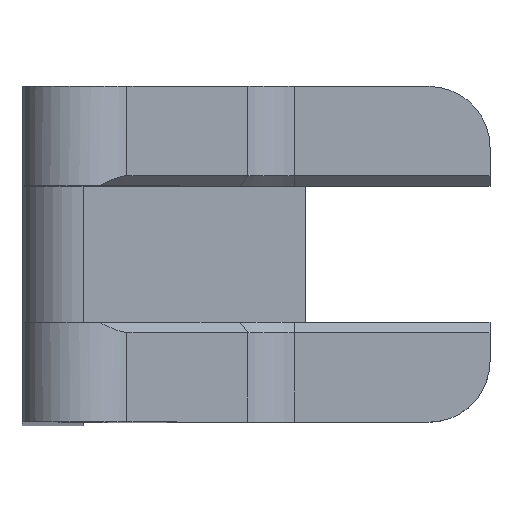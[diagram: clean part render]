
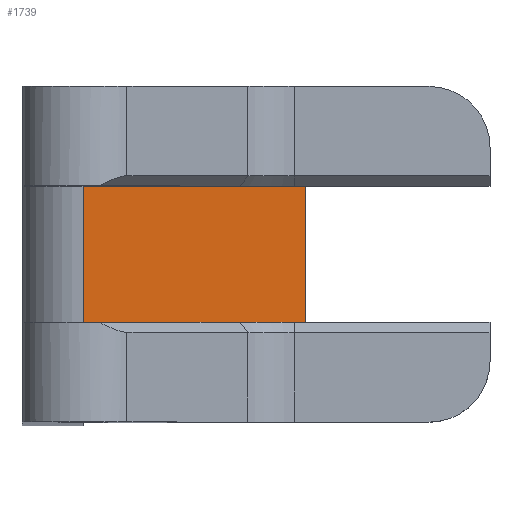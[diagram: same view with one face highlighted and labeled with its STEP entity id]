
A CAD part, top view. The second image highlights one B-rep face of the part: STEP entity #1739.
In plain terms, the highlighted planar face has unit normal (0, 0, 1).
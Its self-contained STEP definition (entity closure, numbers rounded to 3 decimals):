
#496=DIRECTION('',(0.,1.,0.));
#497=VECTOR('',#496,13.4);
#498=CARTESIAN_POINT('',(27.85,-61.2,201.44));
#499=LINE('',#498,#497);
#532=DIRECTION('',(1.,0.,0.));
#533=VECTOR('',#532,21.85);
#534=CARTESIAN_POINT('',(6.,-61.2,201.44));
#535=LINE('',#534,#533);
#641=DIRECTION('',(0.,1.,0.));
#642=VECTOR('',#641,13.4);
#643=CARTESIAN_POINT('',(6.,-61.2,201.44));
#644=LINE('',#643,#642);
#645=DIRECTION('',(1.,0.,0.));
#646=VECTOR('',#645,21.85);
#647=CARTESIAN_POINT('',(6.,-47.8,201.44));
#648=LINE('',#647,#646);
#777=CARTESIAN_POINT('',(27.85,-47.8,201.44));
#778=VERTEX_POINT('',#777);
#779=CARTESIAN_POINT('',(27.85,-61.2,201.44));
#780=VERTEX_POINT('',#779);
#805=CARTESIAN_POINT('',(6.,-61.2,201.44));
#806=CARTESIAN_POINT('',(6.,-47.8,201.44));
#807=VERTEX_POINT('',#805);
#808=VERTEX_POINT('',#806);
#1728=CARTESIAN_POINT('',(46.,-47.8,201.44));
#1729=DIRECTION('',(0.,0.,1.));
#1730=DIRECTION('',(0.,-1.,0.));
#1731=AXIS2_PLACEMENT_3D('',#1728,#1729,#1730);
#1732=PLANE('',#1731);
#1733=ORIENTED_EDGE('',*,*,#1720,.T.);
#1734=ORIENTED_EDGE('',*,*,#1297,.T.);
#1735=ORIENTED_EDGE('',*,*,#1507,.F.);
#1736=ORIENTED_EDGE('',*,*,#1552,.F.);
#1737=EDGE_LOOP('',(#1733,#1734,#1735,#1736));
#1738=FACE_OUTER_BOUND('',#1737,.F.);
#1739=ADVANCED_FACE('',(#1738),#1732,.T.);
#1297=EDGE_CURVE('',#808,#778,#648,.T.);
#1507=EDGE_CURVE('',#780,#778,#499,.T.);
#1552=EDGE_CURVE('',#807,#780,#535,.T.);
#1720=EDGE_CURVE('',#807,#808,#644,.T.);
